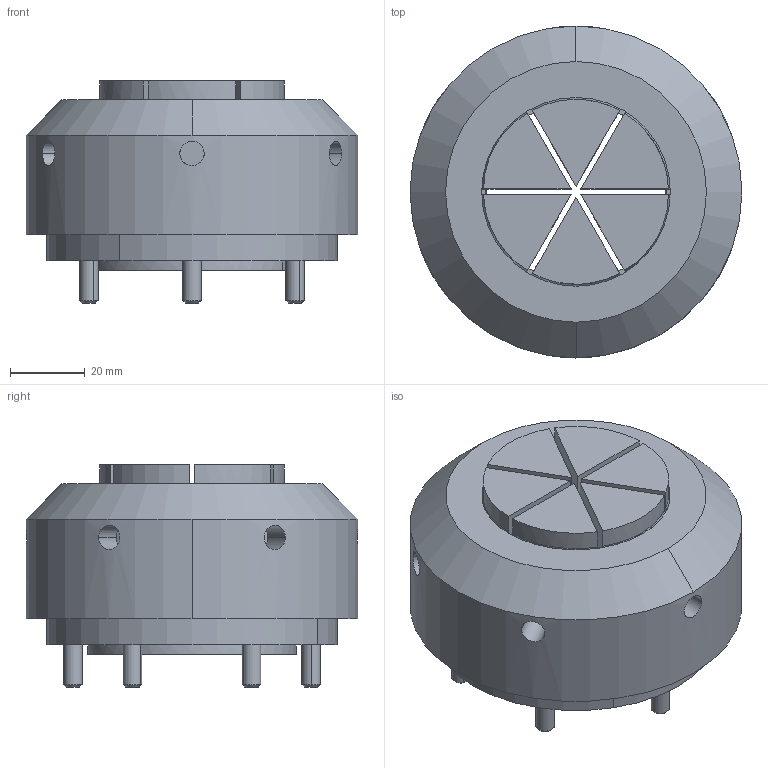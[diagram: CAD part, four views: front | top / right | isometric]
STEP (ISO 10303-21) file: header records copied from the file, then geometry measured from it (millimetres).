
FILE_DESCRIPTION (( 'STEP AP203' ), '1' );
FILE_NAME ('mbod-2.STEP', '2021-10-26T02:39:25', ( '' ), ( '' ), 'SwSTEP 2.0', 'SolidWorks 2020', '' );
FILE_SCHEMA (( 'CONFIG_CONTROL_DESIGN' ));
Length unit declared in the file: millimetre
Products named in the file (3): mbod-2; mbod-2_01; mbod-2_02
Assembly tree (2 placements, depth 2):
  mbod-2
    mbod-2_01
    mbod-2_02
Bounding box: 88.9 x 88.9 x 59.56 mm (x, y, z)
Volume: 191998.4 mm3; surface area: 59922.3 mm2
Topology: 2 solids, 2 shells, 300 faces, 644 edges, 387 vertices
Faces by surface type: plane 109, cone 94, cylinder 84, bspline 13
Entity records: 11258 total; most frequent: CARTESIAN_POINT 4674, ORIENTED_EDGE 1288, DIRECTION 1272, EDGE_CURVE 644, AXIS2_PLACEMENT_3D 493, VERTEX_POINT 387, EDGE_LOOP 343, FACE_OUTER_BOUND 300
